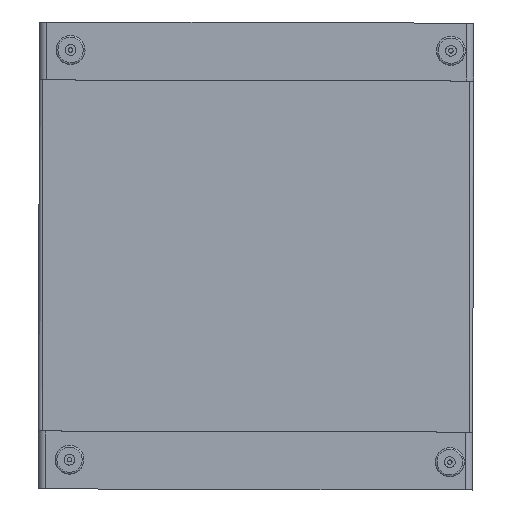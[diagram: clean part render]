
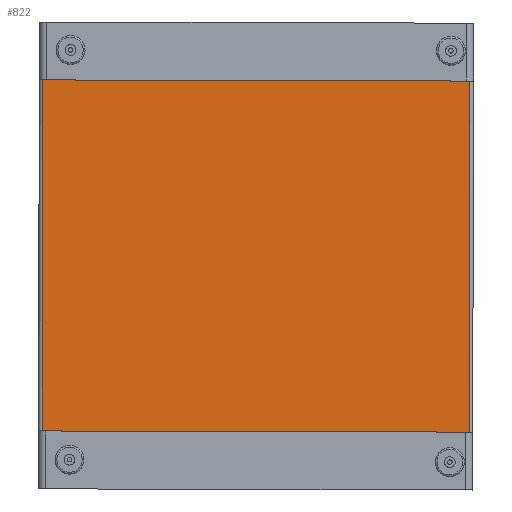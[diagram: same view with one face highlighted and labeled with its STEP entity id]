
A CAD part, front view. The second image highlights one B-rep face of the part: STEP entity #822.
In plain terms, the highlighted planar face has unit normal (0, -1, 0).
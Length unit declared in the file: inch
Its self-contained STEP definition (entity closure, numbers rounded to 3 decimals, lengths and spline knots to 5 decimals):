
#78=PLANE('',#885);
#102=FACE_OUTER_BOUND('',#151,.T.);
#151=EDGE_LOOP('',(#590,#591,#592,#593));
#210=LINE('',#1271,#272);
#213=LINE('',#1280,#275);
#214=LINE('',#1283,#276);
#215=LINE('',#1284,#277);
#272=VECTOR('',#1002,29.5);
#275=VECTOR('',#1011,24.25);
#276=VECTOR('',#1014,24.25);
#277=VECTOR('',#1015,29.5);
#384=VERTEX_POINT('',#1268);
#385=VERTEX_POINT('',#1270);
#387=VERTEX_POINT('',#1276);
#389=VERTEX_POINT('',#1282);
#465=EDGE_CURVE('',#384,#385,#210,.T.);
#470=EDGE_CURVE('',#385,#387,#213,.T.);
#471=EDGE_CURVE('',#389,#384,#214,.T.);
#472=EDGE_CURVE('',#387,#389,#215,.T.);
#590=ORIENTED_EDGE('',*,*,#470,.F.);
#591=ORIENTED_EDGE('',*,*,#465,.F.);
#592=ORIENTED_EDGE('',*,*,#471,.F.);
#593=ORIENTED_EDGE('',*,*,#472,.F.);
#822=ADVANCED_FACE('',(#102),#78,.T.);
#885=AXIS2_PLACEMENT_3D('',#1281,#1012,#1013);
#1002=DIRECTION('',(1.,0.,0.));
#1011=DIRECTION('',(0.,0.,-1.));
#1012=DIRECTION('center_axis',(0.,-1.,0.));
#1013=DIRECTION('ref_axis',(-1.,0.,0.));
#1014=DIRECTION('',(0.,0.,1.));
#1015=DIRECTION('',(-1.,0.,0.));
#1268=CARTESIAN_POINT('',(0.25,0.,0.));
#1270=CARTESIAN_POINT('',(29.75,0.,0.));
#1271=CARTESIAN_POINT('',(0.,0.,0.));
#1276=CARTESIAN_POINT('',(29.75,0.,-24.25));
#1280=CARTESIAN_POINT('',(29.75,0.,0.));
#1281=CARTESIAN_POINT('Origin',(30.,0.,0.));
#1282=CARTESIAN_POINT('',(0.25,0.,-24.25));
#1283=CARTESIAN_POINT('',(0.25,0.,0.));
#1284=CARTESIAN_POINT('',(0.,0.,-24.25));
